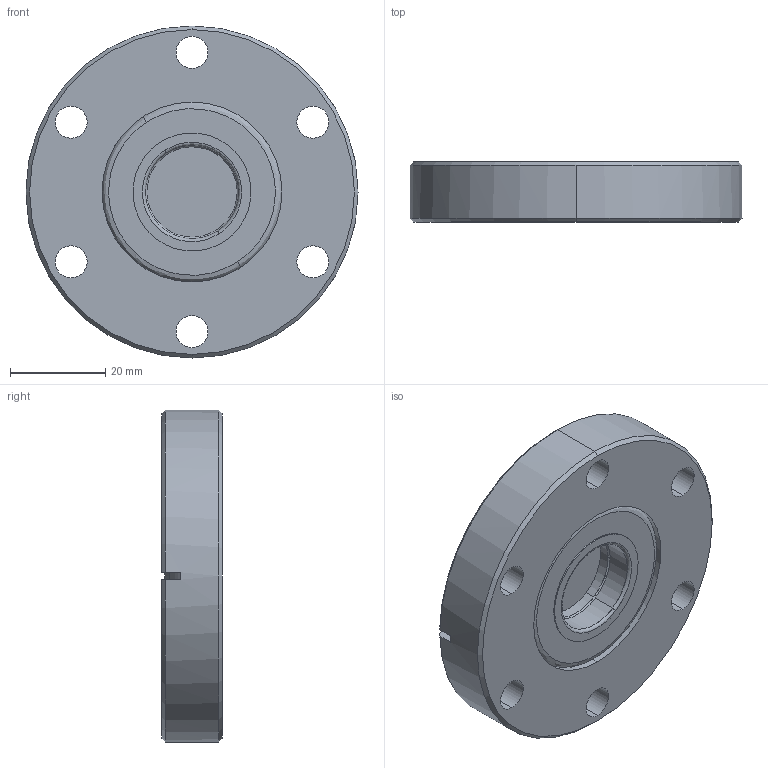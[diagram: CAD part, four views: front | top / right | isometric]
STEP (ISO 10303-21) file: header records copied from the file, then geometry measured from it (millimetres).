
FILE_DESCRIPTION (( 'STEP AP203' ), '1' );
FILE_NAME ('A0810-1-CF.STEP', '2011-10-03T15:30:35', ( '' ), ( '' ), 'SwSTEP 2.0', 'SolidWorks 2011', '' );
FILE_SCHEMA (( 'CONFIG_CONTROL_DESIGN' ));
Length unit declared in the file: inch
Products named in the file (1): A0810-1-CF
Bounding box: 69.85 x 12.7 x 69.85 mm (x, y, z)
Volume: 32727.7 mm3; surface area: 14526 mm2
Topology: 1 solids, 1 shells, 82 faces, 196 edges, 123 vertices
Faces by surface type: cylinder 38, cone 21, plane 15, bspline 8
Entity records: 2972 total; most frequent: CARTESIAN_POINT 930, DIRECTION 443, ORIENTED_EDGE 392, EDGE_CURVE 196, AXIS2_PLACEMENT_3D 188, VERTEX_POINT 123, CIRCLE 113, EDGE_LOOP 101
